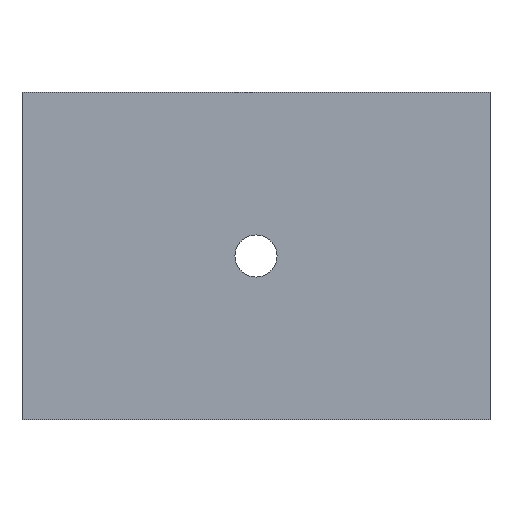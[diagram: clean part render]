
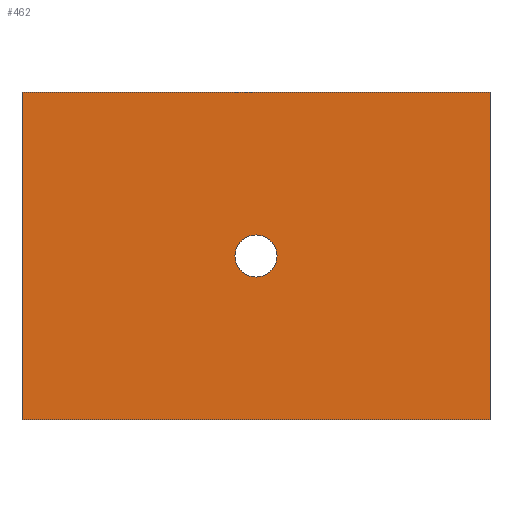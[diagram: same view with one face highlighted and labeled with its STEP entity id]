
A CAD part, front view. The second image highlights one B-rep face of the part: STEP entity #462.
In plain terms, the highlighted planar face has unit normal (0, -1, 0).
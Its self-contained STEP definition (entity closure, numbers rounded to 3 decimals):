
#61 = ORIENTED_EDGE ( 'NONE', *, *, #790, .T. ) ;
#102 = LINE ( 'NONE', #1068, #1150 ) ;
#142 = CIRCLE ( 'NONE', #262, 22.5 ) ;
#156 = EDGE_CURVE ( 'NONE', #922, #800, #275, .T. ) ;
#230 = EDGE_CURVE ( 'NONE', #800, #461, #821, .T. ) ;
#232 = VERTEX_POINT ( 'NONE', #676 ) ;
#246 = ORIENTED_EDGE ( 'NONE', *, *, #1016, .F. ) ;
#262 = AXIS2_PLACEMENT_3D ( 'NONE', #1189, #886, #889 ) ;
#275 = LINE ( 'NONE', #696, #504 ) ;
#400 = ORIENTED_EDGE ( 'NONE', *, *, #701, .F. ) ;
#412 = VECTOR ( 'NONE', #699, 1000. ) ;
#444 = DIRECTION ( 'NONE',  ( 1., 0., 0. ) ) ;
#446 = EDGE_LOOP ( 'NONE', ( #246, #400, #794, #1218 ) ) ;
#452 = ORIENTED_EDGE ( 'NONE', *, *, #473, .T. ) ;
#460 = DIRECTION ( 'NONE',  ( 0., 0., -1. ) ) ;
#461 = VERTEX_POINT ( 'NONE', #1210 ) ;
#462 = ADVANCED_FACE ( 'NONE', ( #877, #690 ), #947, .T. ) ;
#473 = EDGE_CURVE ( 'NONE', #972, #974, #1166, .T. ) ;
#486 = CARTESIAN_POINT ( 'NONE',  ( 0., 0., 0. ) ) ;
#504 = VECTOR ( 'NONE', #444, 1000. ) ;
#516 = CARTESIAN_POINT ( 'NONE',  ( 250., 0., -197.5 ) ) ;
#521 = CARTESIAN_POINT ( 'NONE',  ( 250., 0., -152.5 ) ) ;
#676 = CARTESIAN_POINT ( 'NONE',  ( 0., 0., -350. ) ) ;
#690 = FACE_OUTER_BOUND ( 'NONE', #446, .T. ) ;
#696 = CARTESIAN_POINT ( 'NONE',  ( 0., 0., 0. ) ) ;
#698 = CARTESIAN_POINT ( 'NONE',  ( 0., 0., 0. ) ) ;
#699 = DIRECTION ( 'NONE',  ( 0., 0., 1. ) ) ;
#701 = EDGE_CURVE ( 'NONE', #461, #232, #102, .T. ) ;
#790 = EDGE_CURVE ( 'NONE', #974, #972, #142, .T. ) ;
#794 = ORIENTED_EDGE ( 'NONE', *, *, #230, .F. ) ;
#800 = VERTEX_POINT ( 'NONE', #1122 ) ;
#821 = LINE ( 'NONE', #839, #1164 ) ;
#830 = DIRECTION ( 'NONE',  ( 0., 0., -1. ) ) ;
#839 = CARTESIAN_POINT ( 'NONE',  ( 500., 0., 0. ) ) ;
#843 = CARTESIAN_POINT ( 'NONE',  ( 0., 0., -350. ) ) ;
#854 = AXIS2_PLACEMENT_3D ( 'NONE', #843, #1014, #1087 ) ;
#868 = DIRECTION ( 'NONE',  ( 0., 1., 0. ) ) ;
#875 = LINE ( 'NONE', #698, #412 ) ;
#877 = FACE_BOUND ( 'NONE', #1170, .T. ) ;
#886 = DIRECTION ( 'NONE',  ( 0., 1., 0. ) ) ;
#889 = DIRECTION ( 'NONE',  ( 0., 0., -1. ) ) ;
#891 = AXIS2_PLACEMENT_3D ( 'NONE', #996, #868, #460 ) ;
#922 = VERTEX_POINT ( 'NONE', #486 ) ;
#947 = PLANE ( 'NONE',  #854 ) ;
#972 = VERTEX_POINT ( 'NONE', #516 ) ;
#974 = VERTEX_POINT ( 'NONE', #521 ) ;
#996 = CARTESIAN_POINT ( 'NONE',  ( 250., 0., -175. ) ) ;
#1014 = DIRECTION ( 'NONE',  ( 0., -1., 0. ) ) ;
#1016 = EDGE_CURVE ( 'NONE', #232, #922, #875, .T. ) ;
#1068 = CARTESIAN_POINT ( 'NONE',  ( 0., 0., -350. ) ) ;
#1069 = DIRECTION ( 'NONE',  ( -1., 0., 0. ) ) ;
#1087 = DIRECTION ( 'NONE',  ( 0., 0., -1. ) ) ;
#1122 = CARTESIAN_POINT ( 'NONE',  ( 500., 0., 0. ) ) ;
#1150 = VECTOR ( 'NONE', #1069, 1000. ) ;
#1164 = VECTOR ( 'NONE', #830, 1000. ) ;
#1166 = CIRCLE ( 'NONE', #891, 22.5 ) ;
#1170 = EDGE_LOOP ( 'NONE', ( #61, #452 ) ) ;
#1189 = CARTESIAN_POINT ( 'NONE',  ( 250., 0., -175. ) ) ;
#1210 = CARTESIAN_POINT ( 'NONE',  ( 500., 0., -350. ) ) ;
#1218 = ORIENTED_EDGE ( 'NONE', *, *, #156, .F. ) ;
